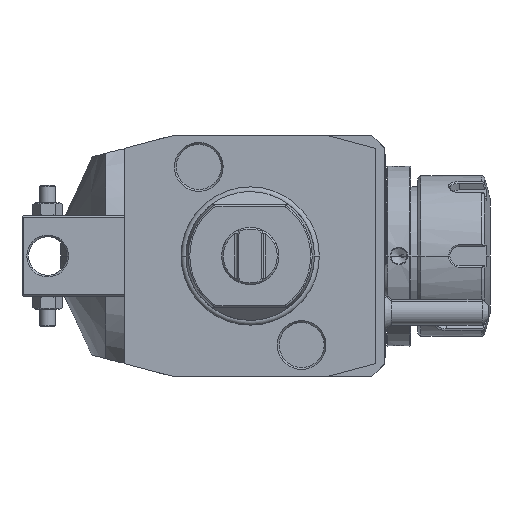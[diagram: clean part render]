
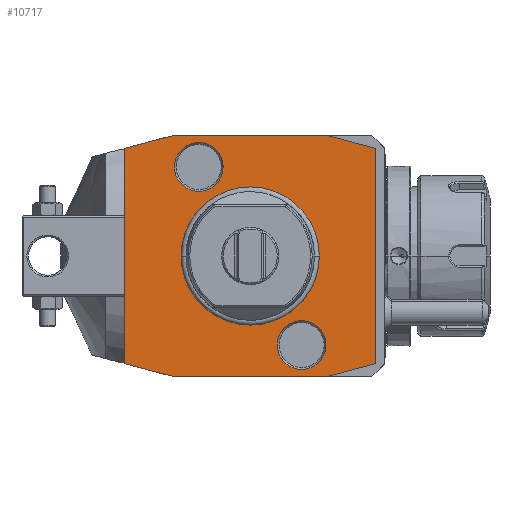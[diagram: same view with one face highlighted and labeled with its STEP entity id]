
A CAD part, front view. The second image highlights one B-rep face of the part: STEP entity #10717.
In plain terms, the highlighted planar face has unit normal (0, -1, 0).
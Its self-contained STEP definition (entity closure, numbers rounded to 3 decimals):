
#1=DIRECTION('',(0.966,0.,-0.259));
#2=VECTOR('',#1,15.529);
#3=CARTESIAN_POINT('',(-39.,0.,-33.481));
#4=LINE('',#3,#2);
#5=DIRECTION('',(0.,0.,-1.));
#6=VECTOR('',#5,66.962);
#7=CARTESIAN_POINT('',(-39.,0.,33.481));
#8=LINE('',#7,#6);
#9=DIRECTION('',(-0.966,0.,-0.259));
#10=VECTOR('',#9,15.529);
#11=CARTESIAN_POINT('',(-24.,0.,37.5));
#12=LINE('',#11,#10);
#13=DIRECTION('',(-1.,0.,0.));
#14=VECTOR('',#13,48.);
#15=CARTESIAN_POINT('',(24.,0.,37.5));
#16=LINE('',#15,#14);
#17=DIRECTION('',(-0.966,0.,0.259));
#18=VECTOR('',#17,15.529);
#19=CARTESIAN_POINT('',(39.,0.,33.481));
#20=LINE('',#19,#18);
#21=DIRECTION('',(0.,0.,1.));
#22=VECTOR('',#21,66.962);
#23=CARTESIAN_POINT('',(39.,0.,-33.481));
#24=LINE('',#23,#22);
#25=DIRECTION('',(0.966,0.,0.259));
#26=VECTOR('',#25,15.529);
#27=CARTESIAN_POINT('',(24.,0.,-37.5));
#28=LINE('',#27,#26);
#29=DIRECTION('',(1.,0.,0.));
#30=VECTOR('',#29,48.);
#31=CARTESIAN_POINT('',(-24.,0.,-37.5));
#32=LINE('',#31,#30);
#33=CARTESIAN_POINT('',(-16.,0.,27.713));
#34=DIRECTION('',(0.,1.,0.));
#35=DIRECTION('',(-1.,0.,0.));
#36=AXIS2_PLACEMENT_3D('',#33,#34,#35);
#38=CARTESIAN_POINT('',(-16.,0.,27.713));
#39=DIRECTION('',(0.,1.,0.));
#40=DIRECTION('',(1.,0.,0.));
#41=AXIS2_PLACEMENT_3D('',#38,#39,#40);
#43=CARTESIAN_POINT('',(16.,0.,-27.713));
#44=DIRECTION('',(0.,1.,0.));
#45=DIRECTION('',(-1.,0.,0.));
#46=AXIS2_PLACEMENT_3D('',#43,#44,#45);
#48=CARTESIAN_POINT('',(16.,0.,-27.713));
#49=DIRECTION('',(0.,1.,0.));
#50=DIRECTION('',(1.,0.,0.));
#51=AXIS2_PLACEMENT_3D('',#48,#49,#50);
#7067=CARTESIAN_POINT('',(0.,0.,0.));
#7068=DIRECTION('',(0.,-1.,0.));
#7069=DIRECTION('',(1.,0.,0.));
#7070=AXIS2_PLACEMENT_3D('',#7067,#7068,#7069);
#7072=CARTESIAN_POINT('',(0.,0.,0.));
#7073=DIRECTION('',(0.,-1.,0.));
#7074=DIRECTION('',(-1.,0.,0.));
#7075=AXIS2_PLACEMENT_3D('',#7072,#7073,#7074);
#9601=CARTESIAN_POINT('',(-23.577,0.,
27.713));
#9602=CARTESIAN_POINT('',(-8.423,0.,
27.713));
#9603=VERTEX_POINT('',#9601);
#9604=VERTEX_POINT('',#9602);
#9733=CARTESIAN_POINT('',(8.423,0.,-27.713));
#9734=CARTESIAN_POINT('',(23.577,0.,-27.713));
#9735=VERTEX_POINT('',#9733);
#9736=VERTEX_POINT('',#9734);
#10524=CARTESIAN_POINT('',(-39.,0.,-33.481));
#10525=CARTESIAN_POINT('',(-24.,0.,-37.5));
#10526=VERTEX_POINT('',#10524);
#10527=VERTEX_POINT('',#10525);
#10528=CARTESIAN_POINT('',(24.,0.,-37.5));
#10529=VERTEX_POINT('',#10528);
#10530=CARTESIAN_POINT('',(39.,0.,-33.481));
#10531=VERTEX_POINT('',#10530);
#10532=CARTESIAN_POINT('',(39.,0.,33.481));
#10533=VERTEX_POINT('',#10532);
#10534=CARTESIAN_POINT('',(24.,0.,37.5));
#10535=VERTEX_POINT('',#10534);
#10536=CARTESIAN_POINT('',(-24.,0.,37.5));
#10537=VERTEX_POINT('',#10536);
#10538=CARTESIAN_POINT('',(-39.,0.,33.481));
#10539=VERTEX_POINT('',#10538);
#10552=CARTESIAN_POINT('',(21.137,0.,0.));
#10553=CARTESIAN_POINT('',(-21.137,0.,0.));
#10554=VERTEX_POINT('',#10552);
#10555=VERTEX_POINT('',#10553);
#10676=CARTESIAN_POINT('',(0.,0.,0.));
#10677=DIRECTION('',(0.,-1.,0.));
#10678=DIRECTION('',(-1.,0.,0.));
#10679=AXIS2_PLACEMENT_3D('',#10676,#10677,#10678);
#10680=PLANE('',#10679);
#10682=ORIENTED_EDGE('',*,*,#10681,.F.);
#10684=ORIENTED_EDGE('',*,*,#10683,.F.);
#10686=ORIENTED_EDGE('',*,*,#10685,.F.);
#10688=ORIENTED_EDGE('',*,*,#10687,.F.);
#10690=ORIENTED_EDGE('',*,*,#10689,.F.);
#10692=ORIENTED_EDGE('',*,*,#10691,.F.);
#10694=ORIENTED_EDGE('',*,*,#10693,.F.);
#10696=ORIENTED_EDGE('',*,*,#10695,.F.);
#10697=EDGE_LOOP('',(#10682,#10684,#10686,#10688,#10690,#10692,#10694,#10696));
#10698=FACE_OUTER_BOUND('',#10697,.F.);
#10700=ORIENTED_EDGE('',*,*,#10699,.T.);
#10702=ORIENTED_EDGE('',*,*,#10701,.T.);
#10703=EDGE_LOOP('',(#10700,#10702));
#10704=FACE_BOUND('',#10703,.F.);
#10706=ORIENTED_EDGE('',*,*,#10705,.F.);
#10708=ORIENTED_EDGE('',*,*,#10707,.F.);
#10709=EDGE_LOOP('',(#10706,#10708));
#10710=FACE_BOUND('',#10709,.F.);
#10712=ORIENTED_EDGE('',*,*,#10711,.F.);
#10714=ORIENTED_EDGE('',*,*,#10713,.F.);
#10715=EDGE_LOOP('',(#10712,#10714));
#10716=FACE_BOUND('',#10715,.F.);
#37=CIRCLE('',#36,7.577);
#42=CIRCLE('',#41,7.577);
#47=CIRCLE('',#46,7.577);
#52=CIRCLE('',#51,7.577);
#7071=CIRCLE('',#7070,21.137);
#7076=CIRCLE('',#7075,21.137);
#10681=EDGE_CURVE('',#10526,#10527,#4,.T.);
#10683=EDGE_CURVE('',#10539,#10526,#8,.T.);
#10685=EDGE_CURVE('',#10537,#10539,#12,.T.);
#10687=EDGE_CURVE('',#10535,#10537,#16,.T.);
#10689=EDGE_CURVE('',#10533,#10535,#20,.T.);
#10691=EDGE_CURVE('',#10531,#10533,#24,.T.);
#10693=EDGE_CURVE('',#10529,#10531,#28,.T.);
#10695=EDGE_CURVE('',#10527,#10529,#32,.T.);
#10699=EDGE_CURVE('',#10554,#10555,#7071,.T.);
#10701=EDGE_CURVE('',#10555,#10554,#7076,.T.);
#10705=EDGE_CURVE('',#9603,#9604,#37,.T.);
#10707=EDGE_CURVE('',#9604,#9603,#42,.T.);
#10711=EDGE_CURVE('',#9735,#9736,#47,.T.);
#10713=EDGE_CURVE('',#9736,#9735,#52,.T.);
#10717=ADVANCED_FACE('',(#10698,#10704,#10710,#10716),#10680,.T.);
